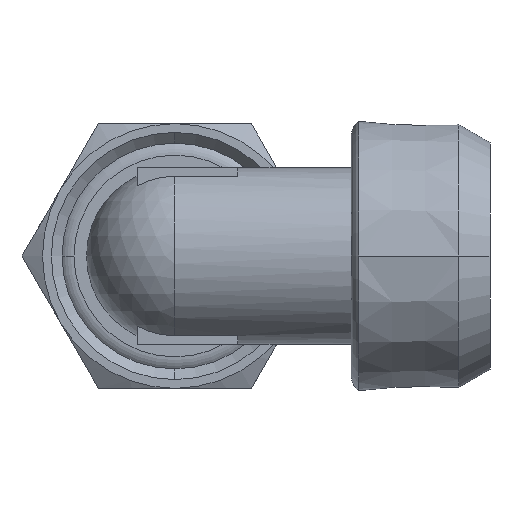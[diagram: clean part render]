
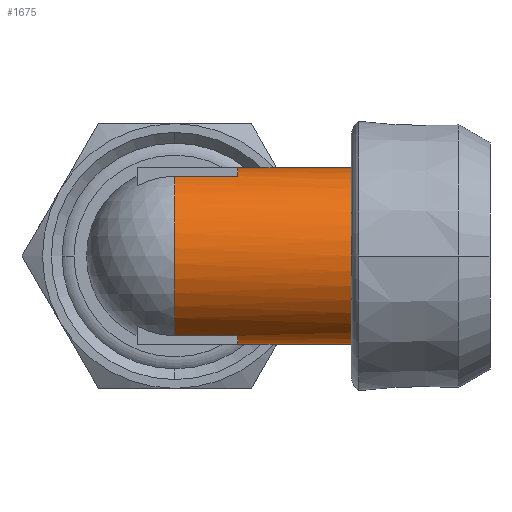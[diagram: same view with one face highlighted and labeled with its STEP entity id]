
A CAD part, left-side view. The second image highlights one B-rep face of the part: STEP entity #1675.
In plain terms, the highlighted cylindrical face has radius 7 mm (diameter 14 mm), a partial arc.
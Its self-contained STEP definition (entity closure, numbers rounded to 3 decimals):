
#90 = AXIS2_PLACEMENT_3D ( 'NONE', #2081, #2082, #2080 ) ;
#206 = CARTESIAN_POINT ( 'NONE',  ( -29., -5., -6.325 ) ) ;
#208 = CARTESIAN_POINT ( 'NONE',  ( -29., 0., 6.325 ) ) ;
#214 = CARTESIAN_POINT ( 'NONE',  ( -29., 0., -6.325 ) ) ;
#217 = CARTESIAN_POINT ( 'NONE',  ( -29., -5., 6.325 ) ) ;
#332 = ORIENTED_EDGE ( 'NONE', *, *, #966, .F. ) ;
#333 = ORIENTED_EDGE ( 'NONE', *, *, #931, .T. ) ;
#334 = ORIENTED_EDGE ( 'NONE', *, *, #959, .T. ) ;
#335 = ORIENTED_EDGE ( 'NONE', *, *, #930, .T. ) ;
#336 = ORIENTED_EDGE ( 'NONE', *, *, #929, .T. ) ;
#337 = ORIENTED_EDGE ( 'NONE', *, *, #928, .F. ) ;
#338 = ORIENTED_EDGE ( 'NONE', *, *, #927, .T. ) ;
#339 = ORIENTED_EDGE ( 'NONE', *, *, #926, .T. ) ;
#553 = VERTEX_POINT ( 'NONE', #611 ) ;
#559 = VERTEX_POINT ( 'NONE', #623 ) ;
#562 = VERTEX_POINT ( 'NONE', #626 ) ;
#567 = VERTEX_POINT ( 'NONE', #631 ) ;
#611 = CARTESIAN_POINT ( 'NONE',  ( -26., -5., 7. ) ) ;
#623 = CARTESIAN_POINT ( 'NONE',  ( -26., -5., -7. ) ) ;
#626 = CARTESIAN_POINT ( 'NONE',  ( -26., -14., -7. ) ) ;
#631 = CARTESIAN_POINT ( 'NONE',  ( -26., -14., 7. ) ) ;
#777 = EDGE_LOOP ( 'NONE', ( #332, #333, #334, #335, #336, #337, #338, #339 ) ) ;
#860 = VERTEX_POINT ( 'NONE', #206 ) ;
#862 = VERTEX_POINT ( 'NONE', #208 ) ;
#868 = VERTEX_POINT ( 'NONE', #214 ) ;
#871 = VERTEX_POINT ( 'NONE', #217 ) ;
#926 = EDGE_CURVE ( 'NONE', #860, #559, #1387, .T. ) ;
#927 = EDGE_CURVE ( 'NONE', #868, #860, #1384, .T. ) ;
#928 = EDGE_CURVE ( 'NONE', #868, #862, #1389, .T. ) ;
#929 = EDGE_CURVE ( 'NONE', #871, #862, #1391, .T. ) ;
#930 = EDGE_CURVE ( 'NONE', #553, #871, #1392, .T. ) ;
#931 = EDGE_CURVE ( 'NONE', #562, #567, #1394, .T. ) ;
#959 = EDGE_CURVE ( 'NONE', #567, #553, #1429, .T. ) ;
#966 = EDGE_CURVE ( 'NONE', #562, #559, #1438, .T. ) ;
#1068 = AXIS2_PLACEMENT_3D ( 'NONE', #2020, #2021, #2022 ) ;
#1069 = AXIS2_PLACEMENT_3D ( 'NONE', #2023, #2024, #2025 ) ;
#1070 = AXIS2_PLACEMENT_3D ( 'NONE', #2027, #2028, #2029 ) ;
#1071 = AXIS2_PLACEMENT_3D ( 'NONE', #2030, #2031, #2032 ) ;
#1163 = CARTESIAN_POINT ( 'NONE',  ( -26., 0., 7. ) ) ;
#1164 = DIRECTION ( 'NONE',  ( 0., 1., 0. ) ) ;
#1175 = DIRECTION ( 'NONE',  ( 0., 1., 0. ) ) ;
#1176 = CARTESIAN_POINT ( 'NONE',  ( -26., 0., -7. ) ) ;
#1384 = LINE ( 'NONE', #2019, #1390 ) ;
#1387 = CIRCLE ( 'NONE', #1068, 7. ) ;
#1389 = CIRCLE ( 'NONE', #1069, 7. ) ;
#1390 = VECTOR ( 'NONE', #2014, 1000. ) ;
#1391 = LINE ( 'NONE', #2010, #1393 ) ;
#1392 = CIRCLE ( 'NONE', #1070, 7. ) ;
#1393 = VECTOR ( 'NONE', #2018, 1000. ) ;
#1394 = CIRCLE ( 'NONE', #1071, 7. ) ;
#1429 = LINE ( 'NONE', #1163, #1432 ) ;
#1432 = VECTOR ( 'NONE', #1164, 1000. ) ;
#1438 = LINE ( 'NONE', #1176, #1440 ) ;
#1440 = VECTOR ( 'NONE', #1175, 1000. ) ;
#1534 = FACE_OUTER_BOUND ( 'NONE', #777, .T. ) ;
#1536 = CYLINDRICAL_SURFACE ( 'NONE', #90, 7. ) ;
#1675 = ADVANCED_FACE ( 'NONE', ( #1534 ), #1536, .T. ) ;
#2010 = CARTESIAN_POINT ( 'NONE',  ( -29., 0., 6.325 ) ) ;
#2014 = DIRECTION ( 'NONE',  ( 0., -1., 0. ) ) ;
#2018 = DIRECTION ( 'NONE',  ( 0., 1., 0. ) ) ;
#2019 = CARTESIAN_POINT ( 'NONE',  ( -29., 0., -6.325 ) ) ;
#2020 = CARTESIAN_POINT ( 'NONE',  ( -26., -5., 0. ) ) ;
#2021 = DIRECTION ( 'NONE',  ( 0., -1., 0. ) ) ;
#2022 = DIRECTION ( 'NONE',  ( -1., 0., 0. ) ) ;
#2023 = CARTESIAN_POINT ( 'NONE',  ( -26., 0., 0. ) ) ;
#2024 = DIRECTION ( 'NONE',  ( 0., 1., 0. ) ) ;
#2025 = DIRECTION ( 'NONE',  ( 0., 0., 1. ) ) ;
#2027 = CARTESIAN_POINT ( 'NONE',  ( -26., -5., 0. ) ) ;
#2028 = DIRECTION ( 'NONE',  ( 0., -1., 0. ) ) ;
#2029 = DIRECTION ( 'NONE',  ( -1., 0., 0. ) ) ;
#2030 = CARTESIAN_POINT ( 'NONE',  ( -26., -14., 0. ) ) ;
#2031 = DIRECTION ( 'NONE',  ( 0., 1., 0. ) ) ;
#2032 = DIRECTION ( 'NONE',  ( 0., 0., 1. ) ) ;
#2080 = DIRECTION ( 'NONE',  ( 0., 0., 1. ) ) ;
#2081 = CARTESIAN_POINT ( 'NONE',  ( -26., 0., 0. ) ) ;
#2082 = DIRECTION ( 'NONE',  ( 0., 1., 0. ) ) ;
